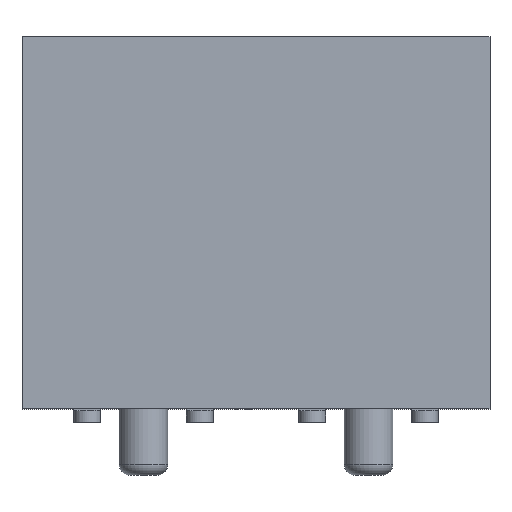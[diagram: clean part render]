
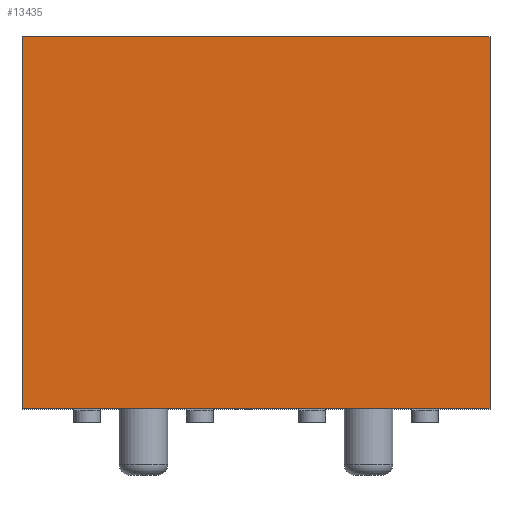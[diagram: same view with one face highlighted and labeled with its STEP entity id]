
A CAD part, top view. The second image highlights one B-rep face of the part: STEP entity #13435.
In plain terms, the highlighted planar face has unit normal (0, 0, 1).
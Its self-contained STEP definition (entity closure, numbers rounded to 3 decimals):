
#1279=FACE_OUTER_BOUND('',#2091,.T.);
#2091=EDGE_LOOP('',(#10869,#10870,#10871,#10872));
#3328=LINE('',#21841,#4806);
#3334=LINE('',#21854,#4812);
#3347=LINE('',#21879,#4825);
#3349=LINE('',#21882,#4827);
#4806=VECTOR('',#17225,1.);
#4812=VECTOR('',#17233,1.);
#4825=VECTOR('',#17250,1.);
#4827=VECTOR('',#17254,1.);
#6152=VERTEX_POINT('',#21835);
#6154=VERTEX_POINT('',#21839);
#6160=VERTEX_POINT('',#21852);
#6170=VERTEX_POINT('',#21878);
#7810=EDGE_CURVE('',#6152,#6154,#3328,.T.);
#7816=EDGE_CURVE('',#6160,#6154,#3334,.T.);
#7829=EDGE_CURVE('',#6170,#6152,#3347,.T.);
#7831=EDGE_CURVE('',#6170,#6160,#3349,.T.);
#10869=ORIENTED_EDGE('',*,*,#7810,.T.);
#10870=ORIENTED_EDGE('',*,*,#7816,.F.);
#10871=ORIENTED_EDGE('',*,*,#7831,.F.);
#10872=ORIENTED_EDGE('',*,*,#7829,.T.);
#12707=PLANE('',#14490);
#13435=ADVANCED_FACE('',(#1279),#12707,.F.);
#14490=AXIS2_PLACEMENT_3D('',#21881,#17252,#17253);
#17225=DIRECTION('',(1.,0.,0.));
#17233=DIRECTION('',(0.,-1.,0.));
#17250=DIRECTION('',(0.,-1.,0.));
#17252=DIRECTION('center_axis',(0.,0.,-1.));
#17253=DIRECTION('ref_axis',(1.,0.,0.));
#17254=DIRECTION('',(1.,0.,0.));
#21835=CARTESIAN_POINT('',(-4.918,-4.875,2.5));
#21839=CARTESIAN_POINT('',(5.642,-4.875,2.5));
#21841=CARTESIAN_POINT('',(-4.918,-4.875,2.5));
#21852=CARTESIAN_POINT('',(5.642,3.525,2.5));
#21854=CARTESIAN_POINT('',(5.642,3.525,2.5));
#21878=CARTESIAN_POINT('',(-4.918,3.525,2.5));
#21879=CARTESIAN_POINT('',(-4.918,3.525,2.5));
#21881=CARTESIAN_POINT('Origin',(-4.918,3.525,2.5));
#21882=CARTESIAN_POINT('',(-4.918,3.525,2.5));
